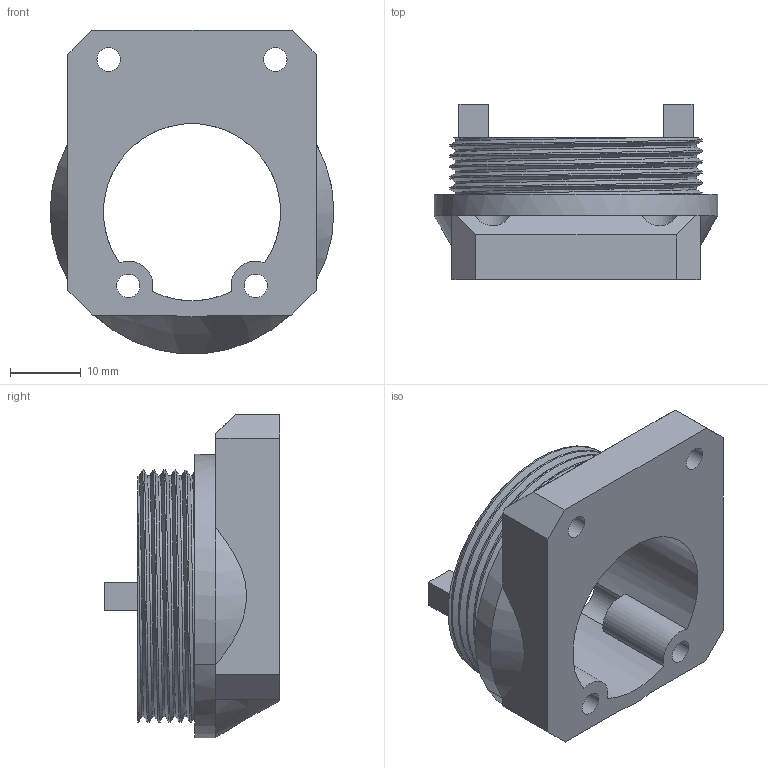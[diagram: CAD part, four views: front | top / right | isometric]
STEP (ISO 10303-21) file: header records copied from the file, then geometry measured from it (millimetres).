
FILE_DESCRIPTION(/* description */ (''),/* implementation_level */ '2;1');
FILE_NAME(/* name */ '31. Battery Stock Plate.step',/* time_stamp */ '2023-09-05T19:30:26+01:00',/* author */ (''),/* organization */ (''),/* preprocessor_version */ 'ST-DEVELOPER v20',/* originating_system */ 'Autodesk Translation Framework v12.9.0.99',/* authorisation */ '');
FILE_SCHEMA (('AUTOMOTIVE_DESIGN { 1 0 10303 214 3 1 1 }'));
Length unit declared in the file: millimetre
Products named in the file (1): 31. Battery Stock Plate
Bounding box: 40 x 24.72 x 45.57 mm (x, y, z)
Volume: 13919.5 mm3; surface area: 7361.1 mm2
Topology: 1 solids, 1 shells, 60 faces, 167 edges, 110 vertices
Faces by surface type: plane 28, cylinder 27, cone 3, bspline 2
Full cylindrical faces by diameter (mm): 3.3 x4, 5.6 x2, 34 x4, 35.6 x5
Entity records: 3901 total; most frequent: CARTESIAN_POINT 2329, ORIENTED_EDGE 334, DIRECTION 300, EDGE_CURVE 167, VERTEX_POINT 110, AXIS2_PLACEMENT_3D 108, LINE 84, VECTOR 84
